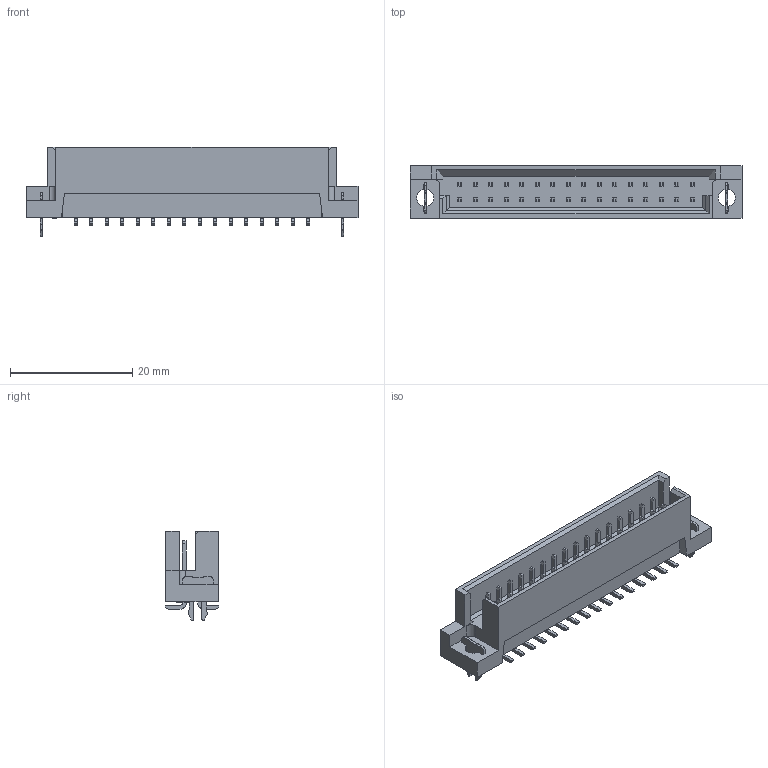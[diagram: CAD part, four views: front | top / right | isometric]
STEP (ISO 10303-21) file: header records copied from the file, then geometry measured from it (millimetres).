
FILE_DESCRIPTION( ('This file contains a STEP AP42 implementation' ,'as created by ZW3D STEP Interface translator.') ,'2;1' );
FILE_NAME( '3410-216BMMXXWAX1.stp' ,'23 926.1440 3', (''), ('ZWCAD Software Co.'), 'Version 1.0', 'ZW3D to STEP translator', '' );
FILE_SCHEMA(('AUTOMOTIVE_DESIGN { 1 0 10303 214 1 1 1 1 }'));
Length unit declared in the file: millimetre
Products named in the file (2): 0; 3410-216BMMXXWAX1
Bounding box: 54.36 x 8.73 x 14.7 mm (x, y, z)
Volume: 2592.7 mm3; surface area: 4172.7 mm2
Topology: 1 solids, 1 shells, 1421 faces, 4242 edges, 2785 vertices
Faces by surface type: plane 1163, cylinder 228, bspline 30
Entity records: 50314 total; most frequent: CARTESIAN_POINT 10209, ORIENTED_EDGE 8516, DIRECTION 7422, EDGE_CURVE 4242, VECTOR 3726, LINE 3726, VERTEX_POINT 2785, AXIS2_PLACEMENT_3D 1848
